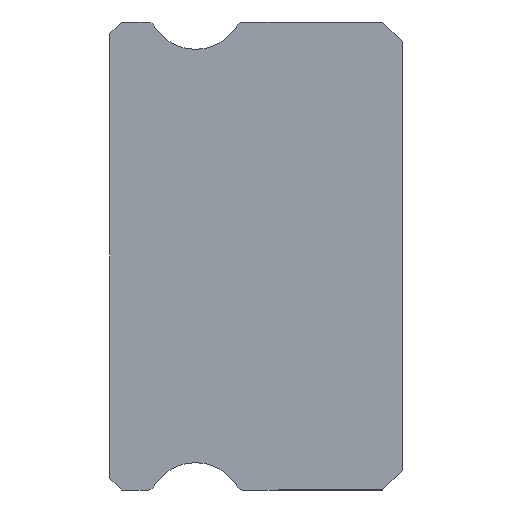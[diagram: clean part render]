
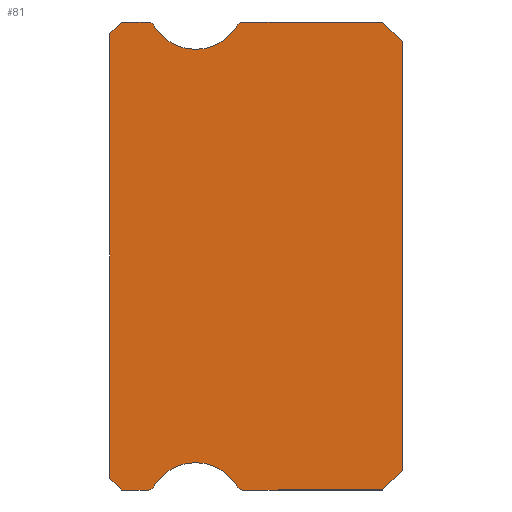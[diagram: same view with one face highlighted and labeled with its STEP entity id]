
A CAD part, left-side view. The second image highlights one B-rep face of the part: STEP entity #81.
In plain terms, the highlighted planar face has unit normal (-1, 0, 0).
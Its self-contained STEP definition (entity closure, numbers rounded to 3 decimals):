
#3 = VERTEX_POINT ( 'NONE', #822 ) ;
#73 = EDGE_CURVE ( 'NONE', #1689, #808, #400, .T. ) ;
#81 = ADVANCED_FACE ( 'NONE', ( #1324 ), #1335, .F. ) ;
#96 = EDGE_CURVE ( 'NONE', #2200, #2420, #742, .T. ) ;
#110 = ORIENTED_EDGE ( 'NONE', *, *, #164, .F. ) ;
#131 = DIRECTION ( 'NONE',  ( 0., 0., -1. ) ) ;
#159 = VECTOR ( 'NONE', #428, 1000. ) ;
#164 = EDGE_CURVE ( 'NONE', #1034, #988, #1817, .T. ) ;
#167 = VERTEX_POINT ( 'NONE', #1001 ) ;
#197 = LINE ( 'NONE', #1126, #2059 ) ;
#217 = CARTESIAN_POINT ( 'NONE',  ( -7.5, 6.383, 5.925 ) ) ;
#218 = DIRECTION ( 'NONE',  ( 0., 0., -1. ) ) ;
#266 = CARTESIAN_POINT ( 'NONE',  ( -7.5, 0., 5.5 ) ) ;
#270 = ORIENTED_EDGE ( 'NONE', *, *, #1449, .T. ) ;
#284 = CIRCLE ( 'NONE', #324, 1.25 ) ;
#293 = ORIENTED_EDGE ( 'NONE', *, *, #297, .F. ) ;
#295 = LINE ( 'NONE', #1437, #2145 ) ;
#297 = EDGE_CURVE ( 'NONE', #167, #1895, #1853, .T. ) ;
#321 = DIRECTION ( 'NONE',  ( 0., -0.707, -0.707 ) ) ;
#324 = AXIS2_PLACEMENT_3D ( 'NONE', #676, #2211, #1639 ) ;
#333 = CARTESIAN_POINT ( 'NONE',  ( -7.5, 4.088, -6. ) ) ;
#367 = CARTESIAN_POINT ( 'NONE',  ( -7.5, 4.088, 6. ) ) ;
#378 = DIRECTION ( 'NONE',  ( 0., -1., 0. ) ) ;
#400 = CIRCLE ( 'NONE', #1824, 1.25 ) ;
#402 = AXIS2_PLACEMENT_3D ( 'NONE', #1572, #1186, #218 ) ;
#406 = CIRCLE ( 'NONE', #575, 0.15 ) ;
#428 = DIRECTION ( 'NONE',  ( 0., 1., 0. ) ) ;
#474 = AXIS2_PLACEMENT_3D ( 'NONE', #622, #1196, #611 ) ;
#502 = CARTESIAN_POINT ( 'NONE',  ( -7.5, 6.512, 5.85 ) ) ;
#507 = ORIENTED_EDGE ( 'NONE', *, *, #801, .F. ) ;
#519 = CARTESIAN_POINT ( 'NONE',  ( -7.5, 5.3, 5.3 ) ) ;
#551 = DIRECTION ( 'NONE',  ( -1., 0., 0. ) ) ;
#560 = EDGE_CURVE ( 'NONE', #2333, #2248, #1336, .T. ) ;
#575 = AXIS2_PLACEMENT_3D ( 'NONE', #1443, #2220, #1848 ) ;
#595 = CARTESIAN_POINT ( 'NONE',  ( -7.5, 7.5, -5.7 ) ) ;
#610 = VECTOR ( 'NONE', #2031, 1000. ) ;
#611 = DIRECTION ( 'NONE',  ( 0., 0., -1. ) ) ;
#622 = CARTESIAN_POINT ( 'NONE',  ( -7.5, 4.088, 5.85 ) ) ;
#644 = CARTESIAN_POINT ( 'NONE',  ( -7.5, 7.2, 6. ) ) ;
#654 = CIRCLE ( 'NONE', #1708, 0.15 ) ;
#669 = ORIENTED_EDGE ( 'NONE', *, *, #1906, .F. ) ;
#676 = CARTESIAN_POINT ( 'NONE',  ( -7.5, 5.3, 6.55 ) ) ;
#679 = DIRECTION ( 'NONE',  ( 0., -1., 0. ) ) ;
#693 = VERTEX_POINT ( 'NONE', #2162 ) ;
#699 = EDGE_CURVE ( 'NONE', #2005, #693, #1218, .T. ) ;
#729 = AXIS2_PLACEMENT_3D ( 'NONE', #502, #2065, #925 ) ;
#742 = LINE ( 'NONE', #2284, #2432 ) ;
#749 = CARTESIAN_POINT ( 'NONE',  ( -7.5, 0., -5.5 ) ) ;
#784 = CARTESIAN_POINT ( 'NONE',  ( -7.5, 6.512, 6. ) ) ;
#792 = EDGE_CURVE ( 'NONE', #2248, #2225, #406, .T. ) ;
#795 = LINE ( 'NONE', #1803, #159 ) ;
#801 = EDGE_CURVE ( 'NONE', #808, #1034, #284, .T. ) ;
#808 = VERTEX_POINT ( 'NONE', #519 ) ;
#815 = CARTESIAN_POINT ( 'NONE',  ( -7.5, 6.383, -5.925 ) ) ;
#822 = CARTESIAN_POINT ( 'NONE',  ( -7.5, 0.5, 6. ) ) ;
#826 = ORIENTED_EDGE ( 'NONE', *, *, #1667, .F. ) ;
#848 = VECTOR ( 'NONE', #321, 1000. ) ;
#862 = EDGE_CURVE ( 'NONE', #1551, #1689, #654, .T. ) ;
#925 = DIRECTION ( 'NONE',  ( 0., 0., -1. ) ) ;
#988 = VERTEX_POINT ( 'NONE', #367 ) ;
#1001 = CARTESIAN_POINT ( 'NONE',  ( -7.5, 0.5, -6. ) ) ;
#1034 = VERTEX_POINT ( 'NONE', #2328 ) ;
#1076 = LINE ( 'NONE', #266, #610 ) ;
#1083 = CARTESIAN_POINT ( 'NONE',  ( -7.5, 0.5, 6. ) ) ;
#1104 = DIRECTION ( 'NONE',  ( -1., 0., 0. ) ) ;
#1126 = CARTESIAN_POINT ( 'NONE',  ( -7.5, 7.5, 5.85 ) ) ;
#1181 = CARTESIAN_POINT ( 'NONE',  ( -7.5, 0., 5.5 ) ) ;
#1182 = VECTOR ( 'NONE', #378, 1000. ) ;
#1186 = DIRECTION ( 'NONE',  ( 1., 0., 0. ) ) ;
#1196 = DIRECTION ( 'NONE',  ( 1., 0., 0. ) ) ;
#1204 = CARTESIAN_POINT ( 'NONE',  ( -7.5, 7.2, -6. ) ) ;
#1218 = LINE ( 'NONE', #1204, #1774 ) ;
#1235 = DIRECTION ( 'NONE',  ( 0., -0.707, -0.707 ) ) ;
#1260 = EDGE_CURVE ( 'NONE', #1924, #2191, #1076, .T. ) ;
#1293 = ORIENTED_EDGE ( 'NONE', *, *, #1391, .F. ) ;
#1324 = FACE_OUTER_BOUND ( 'NONE', #1480, .T. ) ;
#1335 = PLANE ( 'NONE',  #729 ) ;
#1336 = CIRCLE ( 'NONE', #2182, 1.25 ) ;
#1344 = LINE ( 'NONE', #749, #1659 ) ;
#1356 = ORIENTED_EDGE ( 'NONE', *, *, #73, .F. ) ;
#1391 = EDGE_CURVE ( 'NONE', #1895, #2333, #1947, .T. ) ;
#1399 = CARTESIAN_POINT ( 'NONE',  ( -7.5, 6.512, -6. ) ) ;
#1418 = ORIENTED_EDGE ( 'NONE', *, *, #560, .F. ) ;
#1437 = CARTESIAN_POINT ( 'NONE',  ( -7.5, 6.512, -6. ) ) ;
#1443 = CARTESIAN_POINT ( 'NONE',  ( -7.5, 6.512, -5.85 ) ) ;
#1449 = EDGE_CURVE ( 'NONE', #1551, #2200, #795, .T. ) ;
#1468 = CARTESIAN_POINT ( 'NONE',  ( -7.5, 6.512, 5.85 ) ) ;
#1480 = EDGE_LOOP ( 'NONE', ( #1928, #1618, #1878, #2318, #2467, #1418, #1293, #293, #1785, #1965, #669, #826, #110, #507, #1356, #2117, #270 ) ) ;
#1491 = LINE ( 'NONE', #1083, #848 ) ;
#1551 = VERTEX_POINT ( 'NONE', #784 ) ;
#1565 = CARTESIAN_POINT ( 'NONE',  ( -7.5, 5.3, -6.55 ) ) ;
#1572 = CARTESIAN_POINT ( 'NONE',  ( -7.5, 4.088, -5.85 ) ) ;
#1618 = ORIENTED_EDGE ( 'NONE', *, *, #2070, .F. ) ;
#1639 = DIRECTION ( 'NONE',  ( 0., 0., -1. ) ) ;
#1659 = VECTOR ( 'NONE', #2123, 1000. ) ;
#1667 = EDGE_CURVE ( 'NONE', #988, #3, #2315, .T. ) ;
#1678 = CARTESIAN_POINT ( 'NONE',  ( -7.5, 4.217, -5.925 ) ) ;
#1689 = VERTEX_POINT ( 'NONE', #217 ) ;
#1708 = AXIS2_PLACEMENT_3D ( 'NONE', #1468, #2072, #2236 ) ;
#1774 = VECTOR ( 'NONE', #1235, 1000. ) ;
#1785 = ORIENTED_EDGE ( 'NONE', *, *, #2506, .F. ) ;
#1803 = CARTESIAN_POINT ( 'NONE',  ( -7.5, 7.2, 6. ) ) ;
#1817 = CIRCLE ( 'NONE', #474, 0.15 ) ;
#1824 = AXIS2_PLACEMENT_3D ( 'NONE', #1880, #1104, #131 ) ;
#1848 = DIRECTION ( 'NONE',  ( 0., 0., -1. ) ) ;
#1853 = LINE ( 'NONE', #2017, #2216 ) ;
#1878 = ORIENTED_EDGE ( 'NONE', *, *, #699, .T. ) ;
#1880 = CARTESIAN_POINT ( 'NONE',  ( -7.5, 5.3, 6.55 ) ) ;
#1895 = VERTEX_POINT ( 'NONE', #333 ) ;
#1899 = DIRECTION ( 'NONE',  ( 0., 0., -1. ) ) ;
#1906 = EDGE_CURVE ( 'NONE', #3, #2191, #1491, .T. ) ;
#1909 = CARTESIAN_POINT ( 'NONE',  ( -7.5, 6.512, 6. ) ) ;
#1924 = VERTEX_POINT ( 'NONE', #2448 ) ;
#1928 = ORIENTED_EDGE ( 'NONE', *, *, #96, .T. ) ;
#1947 = CIRCLE ( 'NONE', #402, 0.15 ) ;
#1965 = ORIENTED_EDGE ( 'NONE', *, *, #1260, .T. ) ;
#2005 = VERTEX_POINT ( 'NONE', #595 ) ;
#2017 = CARTESIAN_POINT ( 'NONE',  ( -7.5, 6.512, -6. ) ) ;
#2031 = DIRECTION ( 'NONE',  ( 0., 0., 1. ) ) ;
#2059 = VECTOR ( 'NONE', #2479, 1000. ) ;
#2065 = DIRECTION ( 'NONE',  ( 1., 0., 0. ) ) ;
#2070 = EDGE_CURVE ( 'NONE', #2005, #2420, #197, .T. ) ;
#2072 = DIRECTION ( 'NONE',  ( 1., 0., 0. ) ) ;
#2087 = CARTESIAN_POINT ( 'NONE',  ( -7.5, 7.5, 5.7 ) ) ;
#2117 = ORIENTED_EDGE ( 'NONE', *, *, #862, .F. ) ;
#2123 = DIRECTION ( 'NONE',  ( 0., 0.707, -0.707 ) ) ;
#2145 = VECTOR ( 'NONE', #679, 1000. ) ;
#2162 = CARTESIAN_POINT ( 'NONE',  ( -7.5, 7.2, -6. ) ) ;
#2182 = AXIS2_PLACEMENT_3D ( 'NONE', #1565, #551, #1899 ) ;
#2191 = VERTEX_POINT ( 'NONE', #1181 ) ;
#2200 = VERTEX_POINT ( 'NONE', #644 ) ;
#2211 = DIRECTION ( 'NONE',  ( -1., 0., 0. ) ) ;
#2216 = VECTOR ( 'NONE', #2423, 1000. ) ;
#2220 = DIRECTION ( 'NONE',  ( 1., 0., 0. ) ) ;
#2225 = VERTEX_POINT ( 'NONE', #1399 ) ;
#2236 = DIRECTION ( 'NONE',  ( 0., 0., -1. ) ) ;
#2248 = VERTEX_POINT ( 'NONE', #815 ) ;
#2284 = CARTESIAN_POINT ( 'NONE',  ( -7.5, 7.5, 5.7 ) ) ;
#2315 = LINE ( 'NONE', #1909, #1182 ) ;
#2318 = ORIENTED_EDGE ( 'NONE', *, *, #2326, .T. ) ;
#2326 = EDGE_CURVE ( 'NONE', #693, #2225, #295, .T. ) ;
#2328 = CARTESIAN_POINT ( 'NONE',  ( -7.5, 4.217, 5.925 ) ) ;
#2333 = VERTEX_POINT ( 'NONE', #1678 ) ;
#2420 = VERTEX_POINT ( 'NONE', #2087 ) ;
#2423 = DIRECTION ( 'NONE',  ( 0., 1., 0. ) ) ;
#2432 = VECTOR ( 'NONE', #2504, 1000. ) ;
#2448 = CARTESIAN_POINT ( 'NONE',  ( -7.5, 0., -5.5 ) ) ;
#2467 = ORIENTED_EDGE ( 'NONE', *, *, #792, .F. ) ;
#2479 = DIRECTION ( 'NONE',  ( 0., 0., 1. ) ) ;
#2504 = DIRECTION ( 'NONE',  ( 0., 0.707, -0.707 ) ) ;
#2506 = EDGE_CURVE ( 'NONE', #1924, #167, #1344, .T. ) ;
